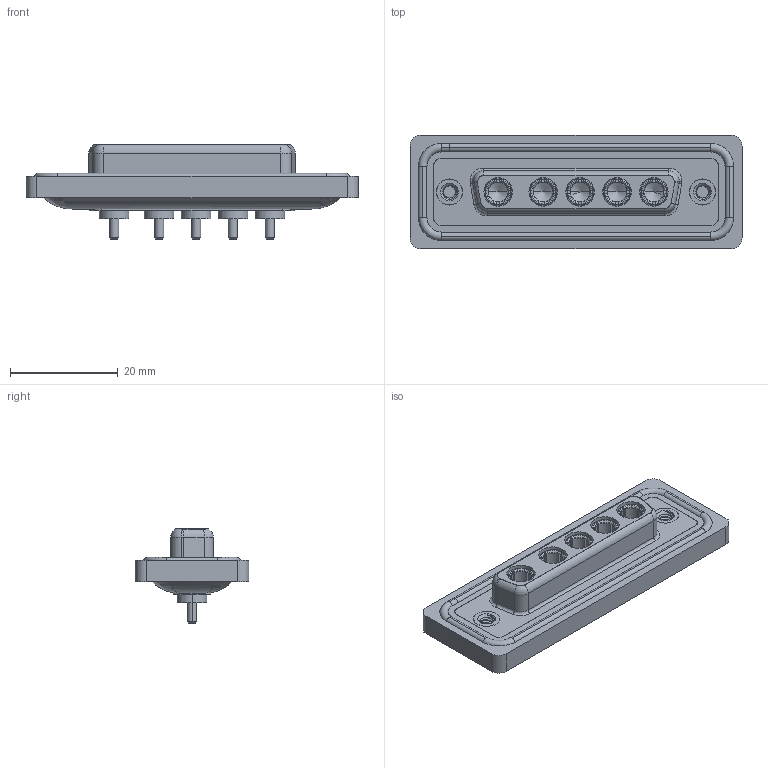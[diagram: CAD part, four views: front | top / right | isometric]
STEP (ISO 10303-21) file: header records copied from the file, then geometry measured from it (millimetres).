
FILE_DESCRIPTION (( 'STEP AP203' ), '1' );
FILE_NAME ('628W5W5-324-1N2.STEP', '2024-04-09T15:59:42', ( '' ), ( '' ), 'SwSTEP 2.0', 'SolidWorks 2023', '' );
FILE_SCHEMA (( 'CONFIG_CONTROL_DESIGN' ));
Length unit declared in the file: millimetre
Products named in the file (7): Power Socket_10A S; 628Combo Shell Front_25 Contacts; 628Combo Shell Rear_25 Contacts; 628Combo Waterproof Housing_25 Contacts; 628Combo Housing_5W5; 628W5W5-324-1N2; 628Combo Threaded Rivet_2
Assembly tree (11 placements, depth 2):
  628W5W5-324-1N2
    628Combo Housing_5W5
    628Combo Waterproof Housing_25 Contacts
    628Combo Shell Front_25 Contacts
    628Combo Shell Rear_25 Contacts
    628Combo Threaded Rivet_2  x2
    Power Socket_10A S  x5
Bounding box: 61.75 x 21.1 x 17.55 mm (x, y, z)
Volume: 8099.2 mm3; surface area: 13352.2 mm2
Topology: 17 solids, 17 shells, 756 faces, 1945 edges, 1241 vertices
Faces by surface type: cylinder 303, plane 250, cone 97, torus 91, bspline 15
Entity records: 16294 total; most frequent: CARTESIAN_POINT 4518, DIRECTION 2406, ORIENTED_EDGE 2240, EDGE_CURVE 1120, AXIS2_PLACEMENT_3D 966, VERTEX_POINT 713, CIRCLE 513, EDGE_LOOP 497
